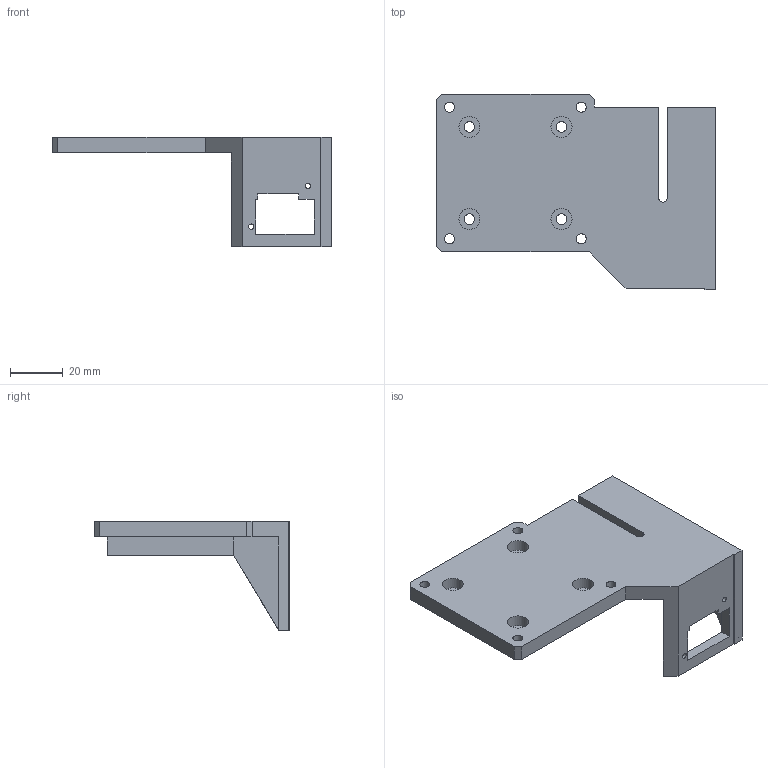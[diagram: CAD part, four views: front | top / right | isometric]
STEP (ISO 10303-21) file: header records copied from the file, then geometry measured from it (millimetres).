
FILE_DESCRIPTION(/* description */ (''),/* implementation_level */ '2;1');
FILE_NAME(/* name */ '30_cellSTORM_UC2_motorized_xystage_KES400A_coupler.ipt.step',/* time_stamp */ '2022-11-29T08:14:33+01:00',/* author */ ('diederichbenedict'),/* organization */ (''),/* preprocessor_version */ 'ST-DEVELOPER v18.1',/* originating_system */ 'Autodesk Inventor 2022',/* authorisation */ '');
FILE_SCHEMA (('AUTOMOTIVE_DESIGN { 1 0 10303 214 3 1 1 }'));
Length unit declared in the file: millimetre
Products named in the file (1): 30_cellSTORM_UC2_motorized_xystage_KES400A_coupler
Bounding box: 106 x 74.38 x 41.7 mm (x, y, z)
Volume: 53129 mm3; surface area: 21672.9 mm2
Topology: 1 solids, 1 shells, 71 faces, 168 edges, 110 vertices
Faces by surface type: plane 48, cylinder 23
Full cylindrical faces by diameter (mm): 2 x3, 2.8 x7, 3.8 x4, 4 x4, 8 x4
Entity records: 2127 total; most frequent: DIRECTION 358, CARTESIAN_POINT 350, ORIENTED_EDGE 336, EDGE_CURVE 168, LINE 122, VECTOR 122, AXIS2_PLACEMENT_3D 118, VERTEX_POINT 110
